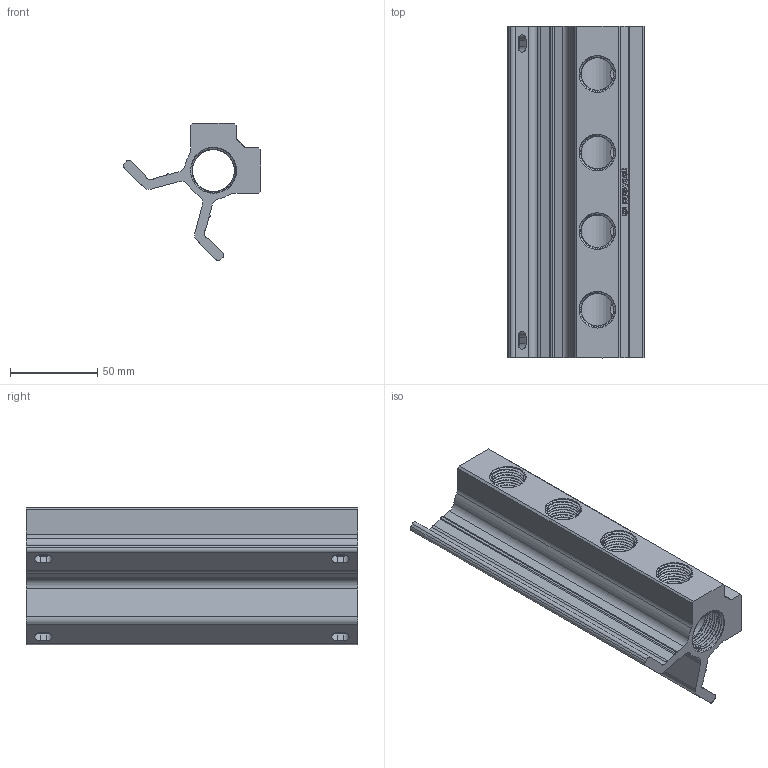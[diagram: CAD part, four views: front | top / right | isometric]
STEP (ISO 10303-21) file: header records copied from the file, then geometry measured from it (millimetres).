
FILE_DESCRIPTION(('STEP AP214'),'1');
FILE_NAME('MF 104S8.stp','2020-07-08T14:28:59',(' '),(' '),'Spatial InterOp 3D',' ',' ');
FILE_SCHEMA(('AUTOMOTIVE_DESIGN { 1 0 10303 214 1 1 1 1 }'));
Length unit declared in the file: metre
Products named in the file (1): 1594218520
Bounding box: 78.49 x 190 x 78.49 mm (x, y, z)
Volume: 241312.1 mm3; surface area: 86933.1 mm2
Topology: 1 solids, 1 shells, 296 faces, 853 edges, 566 vertices
Faces by surface type: plane 120, cylinder 106, bspline 55, cone 10, extrusion 5
Full cylindrical faces by diameter (mm): 18.64 x56, 24 x1
Entity records: 39955 total; most frequent: CARTESIAN_POINT 32379, ORIENTED_EDGE 1280, DIRECTION 939, EDGE_CURVE 640, VERTEX_POINT 430, VECTOR 329, LINE 324, AXIS2_PLACEMENT_3D 305
